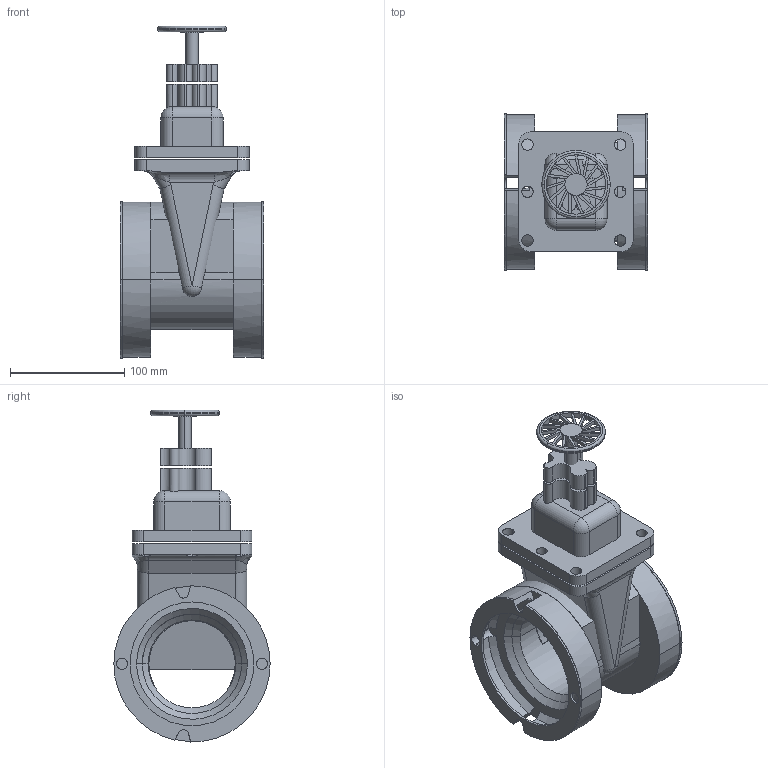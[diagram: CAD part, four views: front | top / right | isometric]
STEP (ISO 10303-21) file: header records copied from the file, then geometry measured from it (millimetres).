
FILE_DESCRIPTION(('CATIA V5 STEP Exchange'),'2;1');
FILE_NAME('gate valve.stp','2021-07-25T14:25:25+00:00',('none'),('none'),'CATIA Version 5 Release 21 GA (IN-10)','CATIA V5 STEP AP203','none');
FILE_SCHEMA(('CONFIG_CONTROL_DESIGN'));
Length unit declared in the file: millimetre
Products named in the file (1): Product2
Assembly tree (2 placements, depth 2):
  Product2
    #58
    #2662
Bounding box: 126 x 137.04 x 291.15 mm (x, y, z)
Volume: 502703.1 mm3; surface area: 266845.3 mm2
Topology: 7 solids, 8 shells, 325 faces, 933 edges, 612 vertices
Faces by surface type: plane 157, cylinder 139, cone 12, bspline 7, sphere 6, torus 4
Entity records: 11252 total; most frequent: CARTESIAN_POINT 3453, ORIENTED_EDGE 1858, DIRECTION 1136, EDGE_CURVE 929, VERTEX_POINT 612, AXIS2_PLACEMENT_3D 485, VECTOR 438, LINE 438
